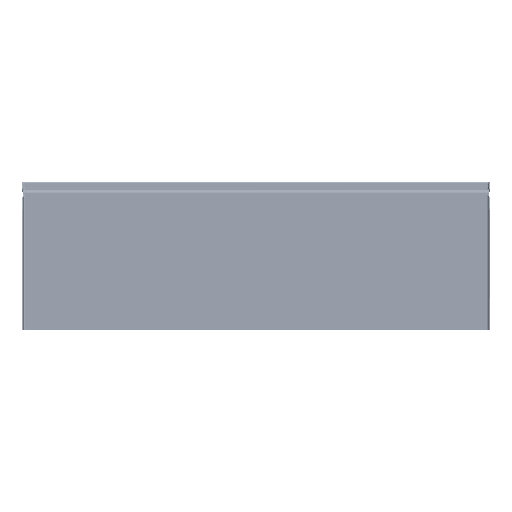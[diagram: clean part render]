
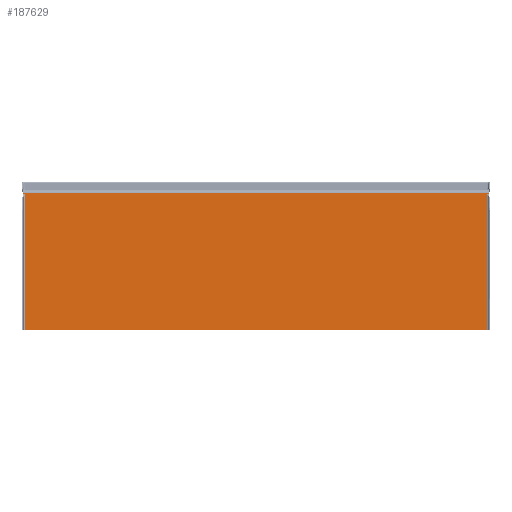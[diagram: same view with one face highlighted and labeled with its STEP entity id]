
A CAD part, top view. The second image highlights one B-rep face of the part: STEP entity #187629.
In plain terms, the highlighted planar face has unit normal (0, 0.018, 1).
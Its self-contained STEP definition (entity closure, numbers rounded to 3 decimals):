
#2747 = VECTOR ( 'NONE', #3305, 39.37 ) ;
#3305 = DIRECTION ( 'NONE',  ( 1., 0., 0. ) ) ;
#5905 = CARTESIAN_POINT ( 'NONE',  ( -51.261, 16.397, 16.294 ) ) ;
#6763 = DIRECTION ( 'NONE',  ( 0., -1., 0.017 ) ) ;
#7737 = CARTESIAN_POINT ( 'NONE',  ( -51.198, 16.384, 16.295 ) ) ;
#8024 = EDGE_CURVE ( 'NONE', #62603, #307845, #263942, .T. ) ;
#12591 = CARTESIAN_POINT ( 'NONE',  ( -51.107, 16.316, 16.296 ) ) ;
#13270 = CARTESIAN_POINT ( 'NONE',  ( -51.167, 16.371, 16.295 ) ) ;
#17048 = DIRECTION ( 'NONE',  ( 1., 0., 0. ) ) ;
#21867 = DIRECTION ( 'NONE',  ( 0., -1., 0.017 ) ) ;
#26292 = CARTESIAN_POINT ( 'NONE',  ( 8.132, 0.289, 16.575 ) ) ;
#29133 = LINE ( 'NONE', #227698, #365779 ) ;
#31451 = CARTESIAN_POINT ( 'NONE',  ( -51.278, 16.397, 16.294 ) ) ;
#33327 = EDGE_CURVE ( 'NONE', #367373, #71396, #149585, .T. ) ;
#34112 = ORIENTED_EDGE ( 'NONE', *, *, #295940, .F. ) ;
#35853 = CARTESIAN_POINT ( 'NONE',  ( -51.117, 16.329, 16.295 ) ) ;
#41394 = CARTESIAN_POINT ( 'NONE',  ( -51.278, 16.397, 16.294 ) ) ;
#41446 = CARTESIAN_POINT ( 'NONE',  ( 8.416, 16.5, 16.293 ) ) ;
#43315 = CARTESIAN_POINT ( 'NONE',  ( 8.416, 16.397, 16.294 ) ) ;
#61123 = CARTESIAN_POINT ( 'NONE',  ( 0., 0.289, 16.575 ) ) ;
#62603 = VERTEX_POINT ( 'NONE', #350569 ) ;
#63129 = VECTOR ( 'NONE', #17048, 39.37 ) ;
#69508 = CARTESIAN_POINT ( 'NONE',  ( -51.221, 16.39, 16.294 ) ) ;
#71396 = VERTEX_POINT ( 'NONE', #365044 ) ;
#82660 = EDGE_LOOP ( 'NONE', ( #270148, #370354, #103762, #156700, #310343, #34112, #166116, #254675, #255559, #344777 ) ) ;
#83962 = LINE ( 'NONE', #368642, #2747 ) ;
#88084 = DIRECTION ( 'NONE',  ( 0., 1., -0.017 ) ) ;
#88203 = VERTEX_POINT ( 'NONE', #41446 ) ;
#92978 = VECTOR ( 'NONE', #186781, 39.37 ) ;
#93809 = VECTOR ( 'NONE', #21867, 39.37 ) ;
#95814 = CARTESIAN_POINT ( 'NONE',  ( -51.12, 16.332, 16.295 ) ) ;
#97672 = CARTESIAN_POINT ( 'NONE',  ( -51.109, 16.319, 16.296 ) ) ;
#102340 = EDGE_CURVE ( 'NONE', #201679, #306652, #105526, .T. ) ;
#103762 = ORIENTED_EDGE ( 'NONE', *, *, #110354, .T. ) ;
#105526 = B_SPLINE_CURVE_WITH_KNOTS ( 'NONE', 3,
 ( #301604, #129439, #159353, #131295, #153821, #268001, #359702, #211819, #239916, #217329 ),
 .UNSPECIFIED., .F., .F.,
 ( 4, 2, 2, 2, 4 ),
 ( 0., 0.001, 0.003, 0.004, 0.005 ),
 .UNSPECIFIED. ) ;
#106632 = DIRECTION ( 'NONE',  ( 1., 0., 0. ) ) ;
#110354 = EDGE_CURVE ( 'NONE', #165092, #201679, #316603, .T. ) ;
#115222 = AXIS2_PLACEMENT_3D ( 'NONE', #61123, #265242, #6763 ) ;
#116056 = LINE ( 'NONE', #147854, #222716 ) ;
#120264 = CARTESIAN_POINT ( 'NONE',  ( -51.245, 16.395, 16.294 ) ) ;
#127645 = CARTESIAN_POINT ( 'NONE',  ( -51.112, 16.323, 16.296 ) ) ;
#129439 = CARTESIAN_POINT ( 'NONE',  ( 8.141, 16.33, 16.295 ) ) ;
#131295 = CARTESIAN_POINT ( 'NONE',  ( 8.178, 16.362, 16.295 ) ) ;
#144150 = DIRECTION ( 'NONE',  ( 1., 0., 0. ) ) ;
#147854 = CARTESIAN_POINT ( 'NONE',  ( 0., 16.5, 16.293 ) ) ;
#148350 = CARTESIAN_POINT ( 'NONE',  ( -51.134, 16.347, 16.295 ) ) ;
#149585 = LINE ( 'NONE', #190549, #93809 ) ;
#151058 = FACE_OUTER_BOUND ( 'NONE', #82660, .T. ) ;
#151363 = VECTOR ( 'NONE', #88084, 39.37 ) ;
#153821 = CARTESIAN_POINT ( 'NONE',  ( 8.192, 16.371, 16.295 ) ) ;
#156700 = ORIENTED_EDGE ( 'NONE', *, *, #102340, .T. ) ;
#159353 = CARTESIAN_POINT ( 'NONE',  ( 8.153, 16.342, 16.295 ) ) ;
#165092 = VERTEX_POINT ( 'NONE', #178749 ) ;
#166116 = ORIENTED_EDGE ( 'NONE', *, *, #363309, .F. ) ;
#175623 = EDGE_CURVE ( 'NONE', #71396, #165092, #29133, .T. ) ;
#178749 = CARTESIAN_POINT ( 'NONE',  ( 8.132, -1.009, 16.598 ) ) ;
#186781 = DIRECTION ( 'NONE',  ( 0., -1., 0.017 ) ) ;
#187629 = ADVANCED_FACE ( 'NONE', ( #151058 ), #229772, .T. ) ;
#190118 = VERTEX_POINT ( 'NONE', #31451 ) ;
#190549 = CARTESIAN_POINT ( 'NONE',  ( -51.107, 0.289, 16.575 ) ) ;
#201679 = VERTEX_POINT ( 'NONE', #212865 ) ;
#204904 = EDGE_CURVE ( 'NONE', #190118, #367373, #350618, .T. ) ;
#205946 = DIRECTION ( 'NONE',  ( 0., 1., -0.017 ) ) ;
#211819 = CARTESIAN_POINT ( 'NONE',  ( 8.27, 16.395, 16.294 ) ) ;
#212045 = EDGE_CURVE ( 'NONE', #306652, #339965, #219300, .T. ) ;
#212865 = CARTESIAN_POINT ( 'NONE',  ( 8.132, 16.316, 16.296 ) ) ;
#214578 = CARTESIAN_POINT ( 'NONE',  ( 8.416, 16.397, 16.294 ) ) ;
#214841 = CARTESIAN_POINT ( 'NONE',  ( 8.416, 18.096, 16.265 ) ) ;
#217329 = CARTESIAN_POINT ( 'NONE',  ( 8.303, 16.397, 16.294 ) ) ;
#217910 = VECTOR ( 'NONE', #205946, 39.37 ) ;
#219300 = LINE ( 'NONE', #43315, #63129 ) ;
#222716 = VECTOR ( 'NONE', #144150, 39.37 ) ;
#227698 = CARTESIAN_POINT ( 'NONE',  ( 0., -1.009, 16.598 ) ) ;
#229772 = PLANE ( 'NONE',  #115222 ) ;
#231674 = CARTESIAN_POINT ( 'NONE',  ( 8.303, 16.397, 16.294 ) ) ;
#236285 = CARTESIAN_POINT ( 'NONE',  ( -51.128, 16.341, 16.295 ) ) ;
#238149 = CARTESIAN_POINT ( 'NONE',  ( -51.153, 16.362, 16.295 ) ) ;
#239916 = CARTESIAN_POINT ( 'NONE',  ( 8.286, 16.397, 16.294 ) ) ;
#241817 = CARTESIAN_POINT ( 'NONE',  ( -51.107, 16.316, 16.296 ) ) ;
#254675 = ORIENTED_EDGE ( 'NONE', *, *, #8024, .F. ) ;
#255559 = ORIENTED_EDGE ( 'NONE', *, *, #270123, .T. ) ;
#262105 = CARTESIAN_POINT ( 'NONE',  ( -51.391, 16.5, 16.293 ) ) ;
#263942 = LINE ( 'NONE', #350121, #217910 ) ;
#265242 = DIRECTION ( 'NONE',  ( 0., 0.017, 1. ) ) ;
#268001 = CARTESIAN_POINT ( 'NONE',  ( 8.223, 16.384, 16.295 ) ) ;
#270123 = EDGE_CURVE ( 'NONE', #62603, #190118, #83962, .T. ) ;
#270148 = ORIENTED_EDGE ( 'NONE', *, *, #33327, .T. ) ;
#295393 = LINE ( 'NONE', #214841, #92978 ) ;
#295940 = EDGE_CURVE ( 'NONE', #88203, #339965, #295393, .T. ) ;
#296138 = CARTESIAN_POINT ( 'NONE',  ( -51.19, 16.381, 16.295 ) ) ;
#301604 = CARTESIAN_POINT ( 'NONE',  ( 8.132, 16.316, 16.296 ) ) ;
#306652 = VERTEX_POINT ( 'NONE', #231674 ) ;
#307845 = VERTEX_POINT ( 'NONE', #262105 ) ;
#310343 = ORIENTED_EDGE ( 'NONE', *, *, #212045, .T. ) ;
#316603 = LINE ( 'NONE', #26292, #151363 ) ;
#339965 = VERTEX_POINT ( 'NONE', #214578 ) ;
#344777 = ORIENTED_EDGE ( 'NONE', *, *, #204904, .T. ) ;
#350121 = CARTESIAN_POINT ( 'NONE',  ( -51.391, -4.057, 16.651 ) ) ;
#350569 = CARTESIAN_POINT ( 'NONE',  ( -51.391, 16.397, 16.294 ) ) ;
#350618 = B_SPLINE_CURVE_WITH_KNOTS ( 'NONE', 3,
 ( #41394, #5905, #120264, #69508, #354240, #7737, #296138, #13270, #238149, #148350, #236285, #95814, #35853, #127645, #97672, #241817 ),
 .UNSPECIFIED., .F., .F.,
 ( 4, 2, 2, 2, 2, 2, 2, 4 ),
 ( 0., 0.001, 0.002, 0.002, 0.004, 0.004, 0.005, 0.005 ),
 .UNSPECIFIED. ) ;
#354240 = CARTESIAN_POINT ( 'NONE',  ( -51.213, 16.388, 16.294 ) ) ;
#359702 = CARTESIAN_POINT ( 'NONE',  ( 8.238, 16.389, 16.294 ) ) ;
#363309 = EDGE_CURVE ( 'NONE', #307845, #88203, #116056, .T. ) ;
#365044 = CARTESIAN_POINT ( 'NONE',  ( -51.107, -1.009, 16.598 ) ) ;
#365779 = VECTOR ( 'NONE', #106632, 39.37 ) ;
#367373 = VERTEX_POINT ( 'NONE', #12591 ) ;
#368642 = CARTESIAN_POINT ( 'NONE',  ( -51.231, 16.397, 16.294 ) ) ;
#370354 = ORIENTED_EDGE ( 'NONE', *, *, #175623, .T. ) ;
